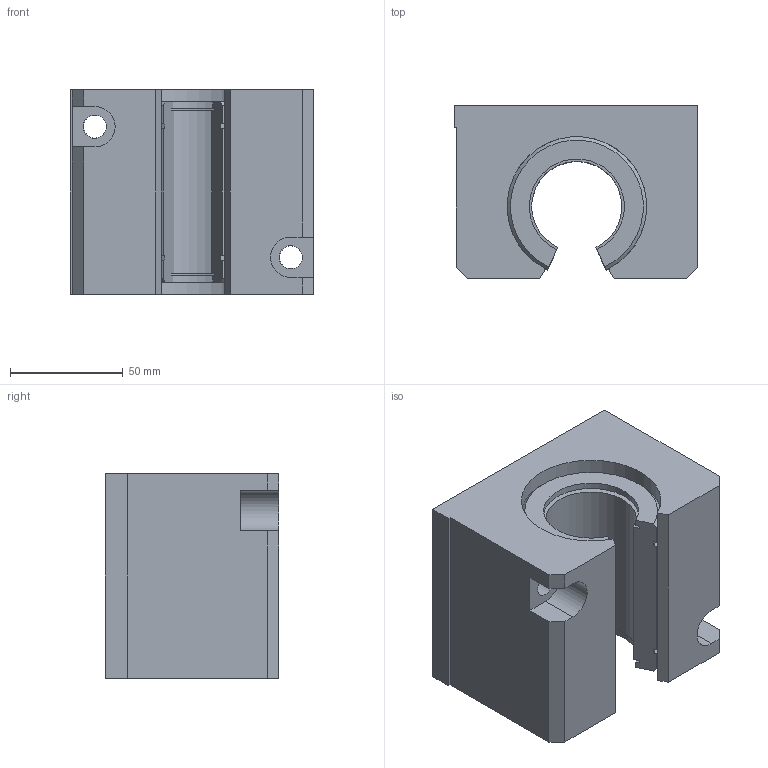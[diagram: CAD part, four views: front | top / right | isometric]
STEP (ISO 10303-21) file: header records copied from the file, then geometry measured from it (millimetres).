
FILE_DESCRIPTION(/* description */ ('Gehäuseeinheit Leichte Baureihe'),/* implementation_level */ '2;1');
FILE_NAME(/* name */ '190532-0.step',/* time_stamp */ '2021-08-18T13:23:16+02:00',/* author */ ('Gaertner'),/* organization */ (''),/* preprocessor_version */ 'ST-DEVELOPER v18.1',/* originating_system */ 'Autodesk Inventor 2021',/* authorisation */ '');
FILE_SCHEMA (('AUTOMOTIVE_DESIGN { 1 0 10303 214 3 1 1 }'));
Length unit declared in the file: millimetre
Products named in the file (3): leer; 18-0010-0FZ.001; leer_1
Assembly tree (2 placements, depth 2):
  leer
    18-0010-0FZ.001
    leer_1
Bounding box: 108.25 x 77 x 91 mm (x, y, z)
Volume: 564481.8 mm3; surface area: 90728.1 mm2
Topology: 2 solids, 3 shells, 78 faces, 190 edges, 127 vertices
Faces by surface type: plane 48, cylinder 27, cone 2, torus 1
Full cylindrical faces by diameter (mm): 2.9 x1, 4 x1, 4.134 x1, 4.3 x1, 6.5 x1, 6.917 x1, 7.834 x1, 8 x1, 10.106 x2, 10.3 x2
Entity records: 2504 total; most frequent: CARTESIAN_POINT 476, DIRECTION 412, ORIENTED_EDGE 380, EDGE_CURVE 190, AXIS2_PLACEMENT_3D 143, VERTEX_POINT 127, LINE 126, VECTOR 126
